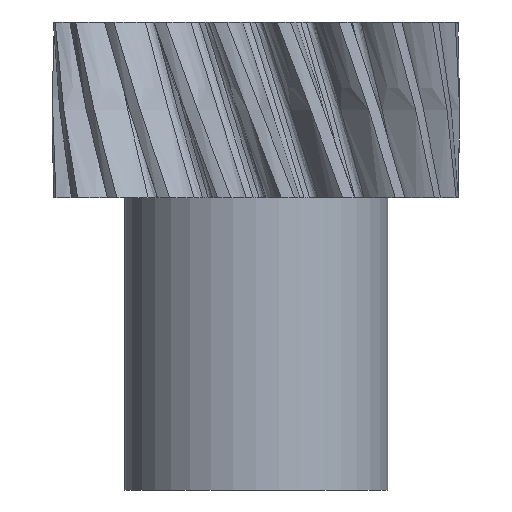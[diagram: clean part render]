
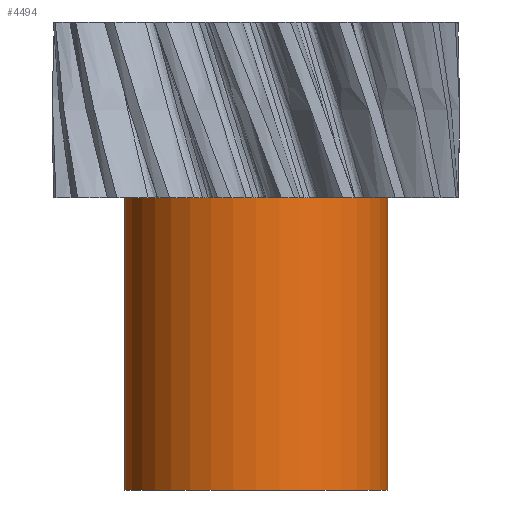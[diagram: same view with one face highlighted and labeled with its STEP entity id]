
A CAD part, front view. The second image highlights one B-rep face of the part: STEP entity #4494.
In plain terms, the highlighted cylindrical face has radius 22.5 mm (diameter 45 mm), a partial arc.
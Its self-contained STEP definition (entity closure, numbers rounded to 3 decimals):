
#3508 = EDGE_CURVE ( 'NONE', #4286, #4285, #9134, .T. ) ;
#4255 = VERTEX_POINT ( 'NONE', #11347 ) ;
#4285 = VERTEX_POINT ( 'NONE', #11502 ) ;
#4286 = VERTEX_POINT ( 'NONE', #11462 ) ;
#4292 = VERTEX_POINT ( 'NONE', #11489 ) ;
#4303 = EDGE_CURVE ( 'NONE', #4255, #4286, #11540, .T. ) ;
#4380 = EDGE_CURVE ( 'NONE', #4292, #4285, #12098, .T. ) ;
#4416 = ORIENTED_EDGE ( 'NONE', *, *, #4303, .F. ) ;
#4422 = EDGE_LOOP ( 'NONE', ( #4416, #4423, #4471, #4445 ) ) ;
#4423 = ORIENTED_EDGE ( 'NONE', *, *, #4496, .T. ) ;
#4445 = ORIENTED_EDGE ( 'NONE', *, *, #3508, .F. ) ;
#4471 = ORIENTED_EDGE ( 'NONE', *, *, #4380, .T. ) ;
#4494 = ADVANCED_FACE ( 'NONE', ( #5814 ), #5812, .T. ) ;
#4496 = EDGE_CURVE ( 'NONE', #4255, #4292, #5815, .T. ) ;
#5747 = DIRECTION ( 'NONE',  ( 0., 0., 1. ) ) ;
#5748 = CARTESIAN_POINT ( 'NONE',  ( 0., 0., -50. ) ) ;
#5802 = DIRECTION ( 'NONE',  ( 1., 0., 0. ) ) ;
#5803 = DIRECTION ( 'NONE',  ( 0., 0., 1. ) ) ;
#5804 = CARTESIAN_POINT ( 'NONE',  ( 0., 0., -50. ) ) ;
#5805 = AXIS2_PLACEMENT_3D ( 'NONE', #5804, #5803, #5802 ) ;
#5807 = DIRECTION ( 'NONE',  ( 1., 0., 0. ) ) ;
#5809 = AXIS2_PLACEMENT_3D ( 'NONE', #5748, #5747, #5807 ) ;
#5812 = CYLINDRICAL_SURFACE ( 'NONE', #5809, 22.5 ) ;
#5814 = FACE_OUTER_BOUND ( 'NONE', #4422, .T. ) ;
#5815 = CIRCLE ( 'NONE', #5805, 22.5 ) ;
#9134 = CIRCLE ( 'NONE', #9217, 22.5 ) ;
#9158 = DIRECTION ( 'NONE',  ( 1., 0., 0. ) ) ;
#9204 = DIRECTION ( 'NONE',  ( 0., 0., 1. ) ) ;
#9215 = CARTESIAN_POINT ( 'NONE',  ( 0., 0., 0. ) ) ;
#9217 = AXIS2_PLACEMENT_3D ( 'NONE', #9215, #9204, #9158 ) ;
#11347 = CARTESIAN_POINT ( 'NONE',  ( -22.5, 0., -50. ) ) ;
#11462 = CARTESIAN_POINT ( 'NONE',  ( -22.5, 0., 0. ) ) ;
#11489 = CARTESIAN_POINT ( 'NONE',  ( 22.5, 0., -50. ) ) ;
#11502 = CARTESIAN_POINT ( 'NONE',  ( 22.5, 0., 0. ) ) ;
#11539 = CARTESIAN_POINT ( 'NONE',  ( -22.5, 0., -50. ) ) ;
#11540 = LINE ( 'NONE', #11539, #11568 ) ;
#11567 = DIRECTION ( 'NONE',  ( 0., 0., 1. ) ) ;
#11568 = VECTOR ( 'NONE', #11567, 1000. ) ;
#12091 = DIRECTION ( 'NONE',  ( 0., 0., 1. ) ) ;
#12092 = VECTOR ( 'NONE', #12091, 1000. ) ;
#12097 = CARTESIAN_POINT ( 'NONE',  ( 22.5, 0., -50. ) ) ;
#12098 = LINE ( 'NONE', #12097, #12092 ) ;
